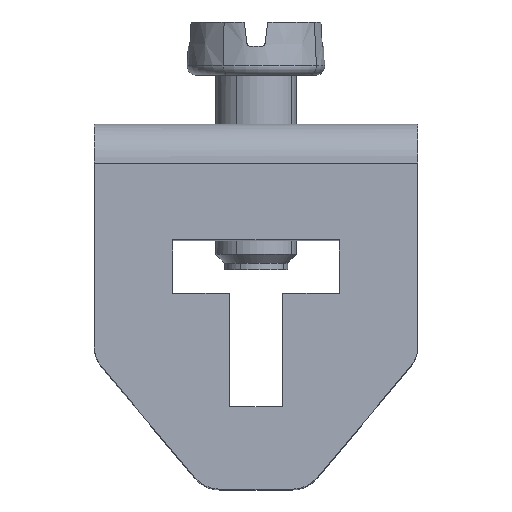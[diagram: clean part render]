
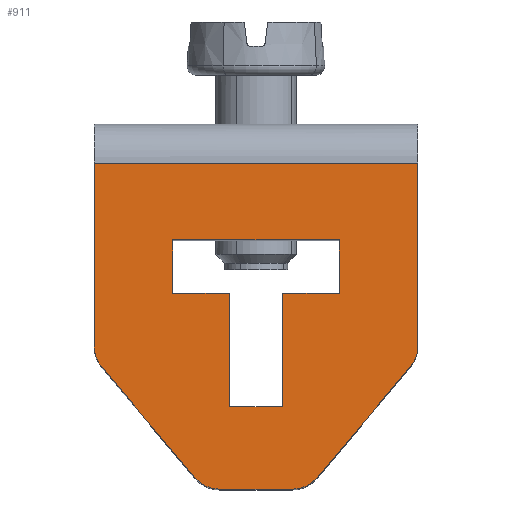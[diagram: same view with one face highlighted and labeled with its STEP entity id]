
A CAD part, front view. The second image highlights one B-rep face of the part: STEP entity #911.
In plain terms, the highlighted planar face has unit normal (0, -0.999, 0.035).
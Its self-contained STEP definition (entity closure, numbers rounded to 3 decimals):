
#737=AXIS2_PLACEMENT_3D('Plane Axis2P3D',#734,#735,#736) ;
#337=CARTESIAN_POINT('Vertex',(0.,0.703,20.187)) ;
#430=CARTESIAN_POINT('Vertex',(20.,0.703,20.187)) ;
#487=CARTESIAN_POINT('Line Origine',(10.,0.703,20.187)) ;
#508=CARTESIAN_POINT('Vertex',(0.,0.309,8.901)) ;
#513=CARTESIAN_POINT('Line Origine',(0.,0.506,14.544)) ;
#734=CARTESIAN_POINT('Axis2P3D Location',(10.,0.737,21.152)) ;
#739=CARTESIAN_POINT('Line Origine',(10.,0.,0.052)) ;
#743=CARTESIAN_POINT('Vertex',(12.249,0.,0.052)) ;
#745=CARTESIAN_POINT('Vertex',(7.751,0.,0.052)) ;
#749=CARTESIAN_POINT('Control Point',(12.249,0.,0.052)) ;
#750=CARTESIAN_POINT('Control Point',(12.457,0.,0.052)) ;
#751=CARTESIAN_POINT('Control Point',(12.665,0.001,0.079)) ;
#752=CARTESIAN_POINT('Control Point',(12.868,0.003,0.133)) ;
#753=CARTESIAN_POINT('Control Point',(13.193,0.007,0.267)) ;
#754=CARTESIAN_POINT('Control Point',(13.481,0.014,0.467)) ;
#755=CARTESIAN_POINT('Control Point',(13.59,0.018,0.558)) ;
#756=CARTESIAN_POINT('Control Point',(13.69,0.021,0.658)) ;
#757=CARTESIAN_POINT('Control Point',(13.781,0.025,0.766)) ;
#758=CARTESIAN_POINT('Vertex',(13.781,0.025,0.766)) ;
#761=CARTESIAN_POINT('Line Origine',(16.657,0.145,4.191)) ;
#765=CARTESIAN_POINT('Vertex',(19.532,0.264,7.616)) ;
#769=CARTESIAN_POINT('Control Point',(19.532,0.264,7.616)) ;
#770=CARTESIAN_POINT('Control Point',(19.676,0.27,7.787)) ;
#771=CARTESIAN_POINT('Control Point',(19.795,0.277,7.978)) ;
#772=CARTESIAN_POINT('Control Point',(19.887,0.284,8.184)) ;
#773=CARTESIAN_POINT('Control Point',(19.965,0.293,8.455)) ;
#774=CARTESIAN_POINT('Control Point',(19.994,0.303,8.733)) ;
#775=CARTESIAN_POINT('Control Point',(19.998,0.305,8.789)) ;
#776=CARTESIAN_POINT('Control Point',(20.,0.307,8.845)) ;
#777=CARTESIAN_POINT('Control Point',(20.,0.309,8.901)) ;
#778=CARTESIAN_POINT('Vertex',(20.,0.309,8.901)) ;
#781=CARTESIAN_POINT('Line Origine',(20.,0.506,14.544)) ;
#787=CARTESIAN_POINT('Control Point',(0.,0.309,8.901)) ;
#788=CARTESIAN_POINT('Control Point',(0.,0.301,8.677)) ;
#789=CARTESIAN_POINT('Control Point',(0.031,0.293,8.454)) ;
#790=CARTESIAN_POINT('Control Point',(0.094,0.286,8.237)) ;
#791=CARTESIAN_POINT('Control Point',(0.208,0.277,7.979)) ;
#792=CARTESIAN_POINT('Control Point',(0.365,0.269,7.748)) ;
#793=CARTESIAN_POINT('Control Point',(0.398,0.267,7.702)) ;
#794=CARTESIAN_POINT('Control Point',(0.432,0.266,7.658)) ;
#795=CARTESIAN_POINT('Control Point',(0.468,0.264,7.616)) ;
#796=CARTESIAN_POINT('Vertex',(0.468,0.264,7.616)) ;
#799=CARTESIAN_POINT('Line Origine',(3.343,0.145,4.191)) ;
#803=CARTESIAN_POINT('Vertex',(6.219,0.025,0.766)) ;
#807=CARTESIAN_POINT('Control Point',(6.219,0.025,0.766)) ;
#808=CARTESIAN_POINT('Control Point',(6.352,0.019,0.607)) ;
#809=CARTESIAN_POINT('Control Point',(6.507,0.014,0.465)) ;
#810=CARTESIAN_POINT('Control Point',(6.678,0.01,0.345)) ;
#811=CARTESIAN_POINT('Control Point',(6.99,0.005,0.182)) ;
#812=CARTESIAN_POINT('Control Point',(7.328,0.001,0.09)) ;
#813=CARTESIAN_POINT('Control Point',(7.468,0.,0.065)) ;
#814=CARTESIAN_POINT('Control Point',(7.61,0.,0.052)) ;
#815=CARTESIAN_POINT('Control Point',(7.751,0.,0.052)) ;
#829=CARTESIAN_POINT('Line Origine',(12.575,0.537,15.443)) ;
#833=CARTESIAN_POINT('Vertex',(15.15,0.537,15.443)) ;
#835=CARTESIAN_POINT('Vertex',(10.,0.537,15.443)) ;
#838=CARTESIAN_POINT('Line Origine',(15.15,0.48,13.794)) ;
#842=CARTESIAN_POINT('Vertex',(15.15,0.422,12.145)) ;
#845=CARTESIAN_POINT('Line Origine',(13.4,0.422,12.145)) ;
#849=CARTESIAN_POINT('Vertex',(11.65,0.422,12.145)) ;
#852=CARTESIAN_POINT('Line Origine',(11.65,0.3,8.647)) ;
#856=CARTESIAN_POINT('Vertex',(11.65,0.178,5.149)) ;
#859=CARTESIAN_POINT('Line Origine',(10.825,0.178,5.149)) ;
#863=CARTESIAN_POINT('Vertex',(10.,0.178,5.149)) ;
#866=CARTESIAN_POINT('Line Origine',(9.175,0.178,5.149)) ;
#870=CARTESIAN_POINT('Vertex',(8.35,0.178,5.149)) ;
#873=CARTESIAN_POINT('Line Origine',(8.35,0.3,8.647)) ;
#877=CARTESIAN_POINT('Vertex',(8.35,0.422,12.145)) ;
#880=CARTESIAN_POINT('Line Origine',(6.6,0.422,12.145)) ;
#884=CARTESIAN_POINT('Vertex',(4.85,0.422,12.145)) ;
#887=CARTESIAN_POINT('Line Origine',(4.85,0.48,13.794)) ;
#891=CARTESIAN_POINT('Vertex',(4.85,0.537,15.443)) ;
#894=CARTESIAN_POINT('Line Origine',(7.425,0.537,15.443)) ;
#488=DIRECTION('Vector Direction',(-1.,0.,0.)) ;
#514=DIRECTION('Vector Direction',(0.,-0.035,-0.999)) ;
#735=DIRECTION('Axis2P3D Direction',(0.,-0.999,0.035)) ;
#736=DIRECTION('Axis2P3D XDirection',(-1.,0.,0.)) ;
#740=DIRECTION('Vector Direction',(-1.,0.,0.)) ;
#762=DIRECTION('Vector Direction',(-0.643,-0.027,-0.766)) ;
#782=DIRECTION('Vector Direction',(0.,-0.035,-0.999)) ;
#800=DIRECTION('Vector Direction',(0.643,-0.027,-0.766)) ;
#830=DIRECTION('Vector Direction',(-1.,0.,0.)) ;
#839=DIRECTION('Vector Direction',(0.,-0.035,-0.999)) ;
#846=DIRECTION('Vector Direction',(-1.,0.,0.)) ;
#853=DIRECTION('Vector Direction',(0.,-0.035,-0.999)) ;
#860=DIRECTION('Vector Direction',(-1.,0.,0.)) ;
#867=DIRECTION('Vector Direction',(-1.,0.,0.)) ;
#874=DIRECTION('Vector Direction',(0.,-0.035,-0.999)) ;
#881=DIRECTION('Vector Direction',(-1.,0.,0.)) ;
#888=DIRECTION('Vector Direction',(0.,-0.035,-0.999)) ;
#895=DIRECTION('Vector Direction',(-1.,0.,0.)) ;
#489=VECTOR('Line Direction',#488,1.) ;
#515=VECTOR('Line Direction',#514,1.) ;
#741=VECTOR('Line Direction',#740,1.) ;
#763=VECTOR('Line Direction',#762,1.) ;
#783=VECTOR('Line Direction',#782,1.) ;
#801=VECTOR('Line Direction',#800,1.) ;
#831=VECTOR('Line Direction',#830,1.) ;
#840=VECTOR('Line Direction',#839,1.) ;
#847=VECTOR('Line Direction',#846,1.) ;
#854=VECTOR('Line Direction',#853,1.) ;
#861=VECTOR('Line Direction',#860,1.) ;
#868=VECTOR('Line Direction',#867,1.) ;
#875=VECTOR('Line Direction',#874,1.) ;
#882=VECTOR('Line Direction',#881,1.) ;
#889=VECTOR('Line Direction',#888,1.) ;
#896=VECTOR('Line Direction',#895,1.) ;
#818=ORIENTED_EDGE('',*,*,#747,.F.) ;
#819=ORIENTED_EDGE('',*,*,#760,.F.) ;
#820=ORIENTED_EDGE('',*,*,#767,.F.) ;
#821=ORIENTED_EDGE('',*,*,#780,.F.) ;
#822=ORIENTED_EDGE('',*,*,#785,.F.) ;
#823=ORIENTED_EDGE('',*,*,#491,.T.) ;
#824=ORIENTED_EDGE('',*,*,#517,.F.) ;
#825=ORIENTED_EDGE('',*,*,#798,.F.) ;
#826=ORIENTED_EDGE('',*,*,#805,.F.) ;
#827=ORIENTED_EDGE('',*,*,#816,.F.) ;
#900=ORIENTED_EDGE('',*,*,#837,.F.) ;
#901=ORIENTED_EDGE('',*,*,#844,.F.) ;
#902=ORIENTED_EDGE('',*,*,#851,.F.) ;
#903=ORIENTED_EDGE('',*,*,#858,.F.) ;
#904=ORIENTED_EDGE('',*,*,#865,.F.) ;
#905=ORIENTED_EDGE('',*,*,#872,.F.) ;
#906=ORIENTED_EDGE('',*,*,#879,.F.) ;
#907=ORIENTED_EDGE('',*,*,#886,.F.) ;
#908=ORIENTED_EDGE('',*,*,#893,.F.) ;
#909=ORIENTED_EDGE('',*,*,#898,.F.) ;
#910=FACE_BOUND('',#899,.T.) ;
#911=ADVANCED_FACE('Hauptk\X2\00F6\X0\rper',(#828,#910),#738,.T.) ;
#748=B_SPLINE_CURVE_WITH_KNOTS('',5,(#749,#750,#751,#752,#753,#754,#755,#756,#757),.UNSPECIFIED.,.F.,.U.,(6,3,6),(0.,1.485,2.495),.UNSPECIFIED.) ;
#768=B_SPLINE_CURVE_WITH_KNOTS('',5,(#769,#770,#771,#772,#773,#774,#775,#776,#777),.UNSPECIFIED.,.F.,.U.,(6,3,6),(0.,1.591,1.988),.UNSPECIFIED.) ;
#786=B_SPLINE_CURVE_WITH_KNOTS('',5,(#787,#788,#789,#790,#791,#792,#793,#794,#795),.UNSPECIFIED.,.F.,.U.,(6,3,6),(0.,1.591,1.988),.UNSPECIFIED.) ;
#806=B_SPLINE_CURVE_WITH_KNOTS('',5,(#807,#808,#809,#810,#811,#812,#813,#814,#815),.UNSPECIFIED.,.F.,.U.,(6,3,6),(0.,1.485,2.495),.UNSPECIFIED.) ;
#491=EDGE_CURVE('',#431,#338,#490,.T.) ;
#517=EDGE_CURVE('',#509,#338,#516,.F.) ;
#747=EDGE_CURVE('',#744,#746,#742,.T.) ;
#760=EDGE_CURVE('',#759,#744,#748,.F.) ;
#767=EDGE_CURVE('',#766,#759,#764,.T.) ;
#780=EDGE_CURVE('',#779,#766,#768,.F.) ;
#785=EDGE_CURVE('',#431,#779,#784,.T.) ;
#798=EDGE_CURVE('',#797,#509,#786,.F.) ;
#805=EDGE_CURVE('',#804,#797,#802,.F.) ;
#816=EDGE_CURVE('',#746,#804,#806,.F.) ;
#837=EDGE_CURVE('',#834,#836,#832,.T.) ;
#844=EDGE_CURVE('',#843,#834,#841,.F.) ;
#851=EDGE_CURVE('',#850,#843,#848,.F.) ;
#858=EDGE_CURVE('',#857,#850,#855,.F.) ;
#865=EDGE_CURVE('',#864,#857,#862,.F.) ;
#872=EDGE_CURVE('',#871,#864,#869,.F.) ;
#879=EDGE_CURVE('',#878,#871,#876,.T.) ;
#886=EDGE_CURVE('',#885,#878,#883,.F.) ;
#893=EDGE_CURVE('',#892,#885,#890,.T.) ;
#898=EDGE_CURVE('',#836,#892,#897,.T.) ;
#817=EDGE_LOOP('',(#818,#819,#820,#821,#822,#823,#824,#825,#826,#827)) ;
#899=EDGE_LOOP('',(#900,#901,#902,#903,#904,#905,#906,#907,#908,#909)) ;
#828=FACE_OUTER_BOUND('',#817,.T.) ;
#490=LINE('Line',#487,#489) ;
#516=LINE('Line',#513,#515) ;
#742=LINE('Line',#739,#741) ;
#764=LINE('Line',#761,#763) ;
#784=LINE('Line',#781,#783) ;
#802=LINE('Line',#799,#801) ;
#832=LINE('Line',#829,#831) ;
#841=LINE('Line',#838,#840) ;
#848=LINE('Line',#845,#847) ;
#855=LINE('Line',#852,#854) ;
#862=LINE('Line',#859,#861) ;
#869=LINE('Line',#866,#868) ;
#876=LINE('Line',#873,#875) ;
#883=LINE('Line',#880,#882) ;
#890=LINE('Line',#887,#889) ;
#897=LINE('Line',#894,#896) ;
#738=PLANE('',#737) ;
#338=VERTEX_POINT('',#337) ;
#431=VERTEX_POINT('',#430) ;
#509=VERTEX_POINT('',#508) ;
#744=VERTEX_POINT('',#743) ;
#746=VERTEX_POINT('',#745) ;
#759=VERTEX_POINT('',#758) ;
#766=VERTEX_POINT('',#765) ;
#779=VERTEX_POINT('',#778) ;
#797=VERTEX_POINT('',#796) ;
#804=VERTEX_POINT('',#803) ;
#834=VERTEX_POINT('',#833) ;
#836=VERTEX_POINT('',#835) ;
#843=VERTEX_POINT('',#842) ;
#850=VERTEX_POINT('',#849) ;
#857=VERTEX_POINT('',#856) ;
#864=VERTEX_POINT('',#863) ;
#871=VERTEX_POINT('',#870) ;
#878=VERTEX_POINT('',#877) ;
#885=VERTEX_POINT('',#884) ;
#892=VERTEX_POINT('',#891) ;
